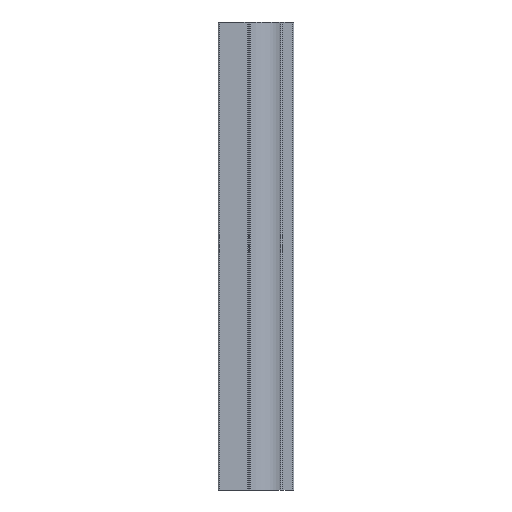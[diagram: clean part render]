
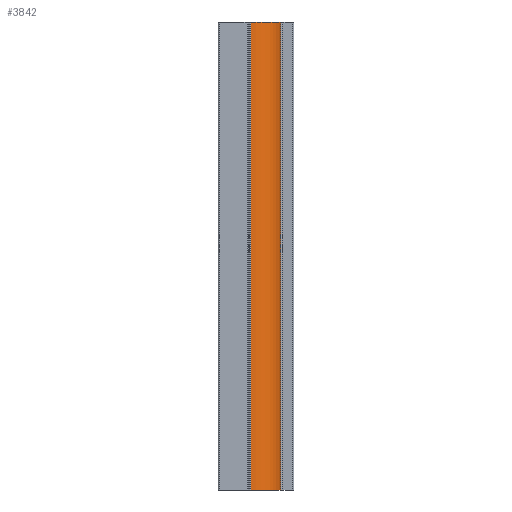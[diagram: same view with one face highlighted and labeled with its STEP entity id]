
A CAD part, left-side view. The second image highlights one B-rep face of the part: STEP entity #3842.
In plain terms, the highlighted cylindrical face has radius 7.1 mm (diameter 14.2 mm), a partial arc.
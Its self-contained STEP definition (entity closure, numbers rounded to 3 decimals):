
#180=CYLINDRICAL_SURFACE('',#4199,7.1);
#359=CIRCLE('',#4200,7.1);
#360=CIRCLE('',#4201,7.1);
#773=ORIENTED_EDGE('',*,*,#1747,.T.);
#774=ORIENTED_EDGE('',*,*,#1748,.F.);
#775=ORIENTED_EDGE('',*,*,#1749,.F.);
#776=ORIENTED_EDGE('',*,*,#1745,.T.);
#1745=EDGE_CURVE('',#2213,#2212,#2507,.T.);
#1747=EDGE_CURVE('',#2212,#2214,#359,.T.);
#1748=EDGE_CURVE('',#2215,#2214,#2508,.T.);
#1749=EDGE_CURVE('',#2213,#2215,#360,.T.);
#2212=VERTEX_POINT('',#6594);
#2213=VERTEX_POINT('',#6596);
#2214=VERTEX_POINT('',#6600);
#2215=VERTEX_POINT('',#6602);
#2507=LINE('',#6595,#2762);
#2508=LINE('',#6601,#2763);
#2762=VECTOR('',#4912,1000.);
#2763=VECTOR('',#4919,1000.);
#3006=EDGE_LOOP('',(#773,#774,#775,#776));
#3401=FACE_BOUND('',#3006,.T.);
#3842=ADVANCED_FACE('',(#3401),#180,.T.);
#4199=AXIS2_PLACEMENT_3D('',#6598,#4915,#4916);
#4200=AXIS2_PLACEMENT_3D('',#6599,#4917,#4918);
#4201=AXIS2_PLACEMENT_3D('',#6603,#4920,#4921);
#4912=DIRECTION('',(0.,0.,-1.));
#4915=DIRECTION('',(0.,0.,-1.));
#4916=DIRECTION('',(-1.,0.,0.));
#4917=DIRECTION('',(0.,0.,1.));
#4918=DIRECTION('',(1.,0.,0.));
#4919=DIRECTION('',(0.,0.,-1.));
#4920=DIRECTION('',(0.,0.,1.));
#4921=DIRECTION('',(1.,0.,0.));
#6594=CARTESIAN_POINT('',(18.368,2.95,0.));
#6595=CARTESIAN_POINT('',(18.368,2.95,103.5));
#6596=CARTESIAN_POINT('',(18.368,2.95,103.5));
#6598=CARTESIAN_POINT('',(16.5,9.8,103.5));
#6599=CARTESIAN_POINT('',(16.5,9.8,0.));
#6600=CARTESIAN_POINT('',(23.594,9.516,0.));
#6601=CARTESIAN_POINT('',(23.594,9.516,103.5));
#6602=CARTESIAN_POINT('',(23.594,9.516,103.5));
#6603=CARTESIAN_POINT('',(16.5,9.8,103.5));
